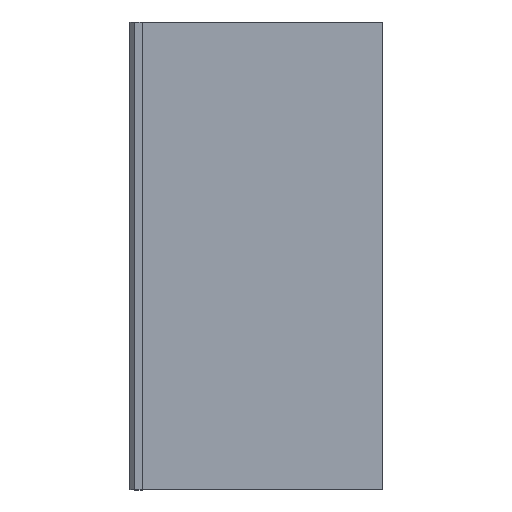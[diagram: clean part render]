
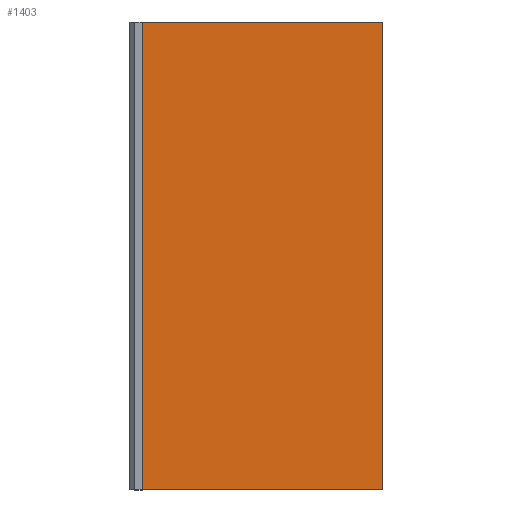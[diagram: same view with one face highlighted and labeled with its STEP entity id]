
A CAD part, top view. The second image highlights one B-rep face of the part: STEP entity #1403.
In plain terms, the highlighted planar face has unit normal (0, 0, 1).
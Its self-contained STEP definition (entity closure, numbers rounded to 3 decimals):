
#147=FACE_OUTER_BOUND('',#251,.T.);
#251=EDGE_LOOP('',(#1189,#1190,#1191,#1192));
#439=LINE('',#2249,#595);
#444=LINE('',#2258,#600);
#445=LINE('',#2261,#601);
#446=LINE('',#2262,#602);
#595=VECTOR('',#1823,19.45);
#600=VECTOR('',#1830,37.9);
#601=VECTOR('',#1833,19.45);
#602=VECTOR('',#1834,37.9);
#705=VERTEX_POINT('',#2246);
#706=VERTEX_POINT('',#2248);
#708=VERTEX_POINT('',#2254);
#710=VERTEX_POINT('',#2260);
#875=EDGE_CURVE('',#705,#706,#439,.T.);
#880=EDGE_CURVE('',#706,#708,#444,.T.);
#881=EDGE_CURVE('',#708,#710,#445,.T.);
#882=EDGE_CURVE('',#710,#705,#446,.T.);
#1189=ORIENTED_EDGE('',*,*,#881,.F.);
#1190=ORIENTED_EDGE('',*,*,#880,.F.);
#1191=ORIENTED_EDGE('',*,*,#875,.F.);
#1192=ORIENTED_EDGE('',*,*,#882,.F.);
#1319=PLANE('',#1509);
#1403=ADVANCED_FACE('',(#147),#1319,.T.);
#1509=AXIS2_PLACEMENT_3D('',#2259,#1831,#1832);
#1823=DIRECTION('',(1.,0.,0.));
#1830=DIRECTION('',(0.,-1.,0.));
#1831=DIRECTION('center_axis',(0.,0.,
1.));
#1832=DIRECTION('ref_axis',(0.,1.,0.));
#1833=DIRECTION('',(-1.,0.,0.));
#1834=DIRECTION('',(0.,1.,0.));
#2246=CARTESIAN_POINT('',(-9.7,0.95,7.25));
#2248=CARTESIAN_POINT('',(9.75,0.95,7.25));
#2249=CARTESIAN_POINT('',(-9.7,0.95,7.25));
#2254=CARTESIAN_POINT('',(9.75,-36.95,7.25));
#2258=CARTESIAN_POINT('',(9.75,0.95,7.25));
#2259=CARTESIAN_POINT('Origin',(0.025,-36.95,7.25));
#2260=CARTESIAN_POINT('',(-9.7,-36.95,7.25));
#2261=CARTESIAN_POINT('',(9.75,-36.95,7.25));
#2262=CARTESIAN_POINT('',(-9.7,-36.95,7.25));
